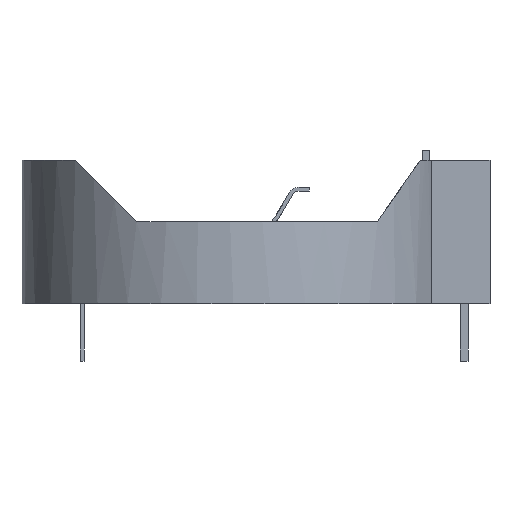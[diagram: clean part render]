
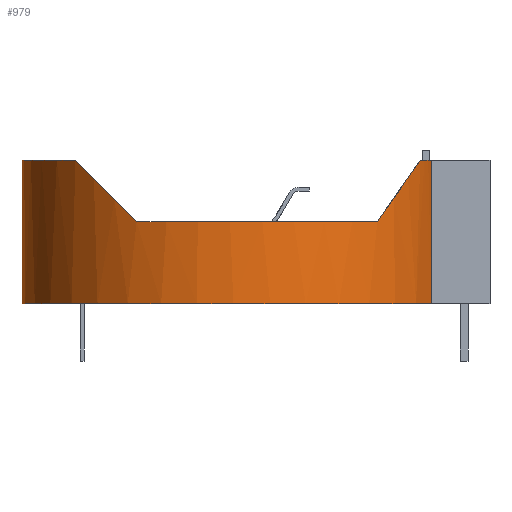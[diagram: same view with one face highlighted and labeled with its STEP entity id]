
A CAD part, front view. The second image highlights one B-rep face of the part: STEP entity #979.
In plain terms, the highlighted cylindrical face has radius 11.05 mm (diameter 22.1 mm), a partial arc.
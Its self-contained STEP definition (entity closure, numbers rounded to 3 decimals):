
#64 = DIRECTION ( 'NONE',  ( 0., 0., 1. ) ) ;
#184 = ORIENTED_EDGE ( 'NONE', *, *, #11593, .F. ) ;
#727 = CIRCLE ( 'NONE', #11406, 11.05 ) ;
#830 = EDGE_CURVE ( 'NONE', #7077, #6478, #13657, .T. ) ;
#918 = ORIENTED_EDGE ( 'NONE', *, *, #10193, .T. ) ;
#957 = DIRECTION ( 'NONE',  ( 1., 0., 0. ) ) ;
#979 = ADVANCED_FACE ( 'NONE', ( #3480 ), #13716, .T. ) ;
#1238 =( BOUNDED_CURVE ( )  B_SPLINE_CURVE ( 3, ( #13363, #12175, #3180, #13290 ),
 .UNSPECIFIED., .F., .F. ) 
 B_SPLINE_CURVE_WITH_KNOTS ( ( 4, 4 ),
 ( 2.045, 2.414 ),
 .UNSPECIFIED. ) 
 CURVE ( )  GEOMETRIC_REPRESENTATION_ITEM ( )  RATIONAL_B_SPLINE_CURVE ( ( 1., 0.989, 0.989, 1. ) ) 
 REPRESENTATION_ITEM ( '' )  );
#1334 = AXIS2_PLACEMENT_3D ( 'NONE', #4877, #9233, #3631 ) ;
#1535 = VERTEX_POINT ( 'NONE', #7486 ) ;
#1836 = ORIENTED_EDGE ( 'NONE', *, *, #9752, .F. ) ;
#2565 = VERTEX_POINT ( 'NONE', #4302 ) ;
#2719 = CARTESIAN_POINT ( 'NONE',  ( 0., 0., 0. ) ) ;
#3180 = CARTESIAN_POINT ( 'NONE',  ( -7.342, -8.37, 6.592 ) ) ;
#3334 = EDGE_CURVE ( 'NONE', #2565, #7077, #3769, .T. ) ;
#3377 = CARTESIAN_POINT ( 'NONE',  ( 0., 0., 7.5 ) ) ;
#3480 = FACE_OUTER_BOUND ( 'NONE', #13268, .T. ) ;
#3631 = DIRECTION ( 'NONE',  ( -1., 0., 0. ) ) ;
#3670 = CIRCLE ( 'NONE', #12465, 11.05 ) ;
#3769 =( BOUNDED_CURVE ( )  B_SPLINE_CURVE ( 3, ( #12543, #9289, #8999, #5705 ),
 .UNSPECIFIED., .F., .T. ) 
 B_SPLINE_CURVE_WITH_KNOTS ( ( 4, 4 ),
 ( 3.623, 3.96 ),
 .UNSPECIFIED. ) 
 CURVE ( )  GEOMETRIC_REPRESENTATION_ITEM ( )  RATIONAL_B_SPLINE_CURVE ( ( 1., 0.991, 0.991, 1. ) ) 
 REPRESENTATION_ITEM ( '' )  );
#3777 = CARTESIAN_POINT ( 'NONE',  ( 10.394, -3.75, 7.5 ) ) ;
#4302 = CARTESIAN_POINT ( 'NONE',  ( 9.794, -5.116, 7.5 ) ) ;
#4845 = VERTEX_POINT ( 'NONE', #11757 ) ;
#4877 = CARTESIAN_POINT ( 'NONE',  ( 0., 0., 4.3 ) ) ;
#5628 = CARTESIAN_POINT ( 'NONE',  ( 0., 0., 7.5 ) ) ;
#5705 = CARTESIAN_POINT ( 'NONE',  ( 7.554, -8.065, 4.3 ) ) ;
#5764 = DIRECTION ( 'NONE',  ( -1., 0., 0. ) ) ;
#5940 = VERTEX_POINT ( 'NONE', #9449 ) ;
#6478 = VERTEX_POINT ( 'NONE', #14027 ) ;
#6490 = EDGE_CURVE ( 'NONE', #5940, #13452, #8324, .T. ) ;
#6504 = ORIENTED_EDGE ( 'NONE', *, *, #6490, .F. ) ;
#6864 = VECTOR ( 'NONE', #11815, 1000. ) ;
#7077 = VERTEX_POINT ( 'NONE', #14286 ) ;
#7106 = DIRECTION ( 'NONE',  ( 1., 0., 0. ) ) ;
#7235 = DIRECTION ( 'NONE',  ( 0., 0., 1. ) ) ;
#7479 = AXIS2_PLACEMENT_3D ( 'NONE', #5628, #10127, #5764 ) ;
#7486 = CARTESIAN_POINT ( 'NONE',  ( -11.05, 0., 7.5 ) ) ;
#7742 = EDGE_CURVE ( 'NONE', #11617, #13452, #3670, .T. ) ;
#7831 = ORIENTED_EDGE ( 'NONE', *, *, #7742, .T. ) ;
#8090 = VECTOR ( 'NONE', #11415, 1000. ) ;
#8125 = CARTESIAN_POINT ( 'NONE',  ( -11.05, 0., 0. ) ) ;
#8324 = LINE ( 'NONE', #3777, #6864 ) ;
#8999 = CARTESIAN_POINT ( 'NONE',  ( 8.463, -7.213, 5.599 ) ) ;
#9233 = DIRECTION ( 'NONE',  ( 0., 0., -1. ) ) ;
#9289 = CARTESIAN_POINT ( 'NONE',  ( 9.217, -6.221, 6.676 ) ) ;
#9449 = CARTESIAN_POINT ( 'NONE',  ( 10.394, -3.75, 7.5 ) ) ;
#9752 = EDGE_CURVE ( 'NONE', #1535, #4845, #727, .T. ) ;
#9995 = ORIENTED_EDGE ( 'NONE', *, *, #13088, .T. ) ;
#10127 = DIRECTION ( 'NONE',  ( 0., 0., -1. ) ) ;
#10193 = EDGE_CURVE ( 'NONE', #1535, #11617, #11270, .T. ) ;
#10218 = ORIENTED_EDGE ( 'NONE', *, *, #3334, .T. ) ;
#10422 = DIRECTION ( 'NONE',  ( 0., 0., 1. ) ) ;
#11270 = LINE ( 'NONE', #12441, #8090 ) ;
#11278 = ORIENTED_EDGE ( 'NONE', *, *, #830, .T. ) ;
#11406 = AXIS2_PLACEMENT_3D ( 'NONE', #11582, #10422, #7106 ) ;
#11415 = DIRECTION ( 'NONE',  ( 0., 0., -1. ) ) ;
#11582 = CARTESIAN_POINT ( 'NONE',  ( 0., 0., 7.5 ) ) ;
#11593 = EDGE_CURVE ( 'NONE', #2565, #5940, #12288, .T. ) ;
#11617 = VERTEX_POINT ( 'NONE', #8125 ) ;
#11757 = CARTESIAN_POINT ( 'NONE',  ( -8.25, -7.351, 7.5 ) ) ;
#11785 = DIRECTION ( 'NONE',  ( 1., 0., 0. ) ) ;
#11815 = DIRECTION ( 'NONE',  ( 0., 0., -1. ) ) ;
#12087 = CARTESIAN_POINT ( 'NONE',  ( 10.394, -3.75, 0. ) ) ;
#12175 = CARTESIAN_POINT ( 'NONE',  ( -6.264, -9.205, 5.514 ) ) ;
#12288 = CIRCLE ( 'NONE', #14157, 11.05 ) ;
#12441 = CARTESIAN_POINT ( 'NONE',  ( -11.05, 0., 7.5 ) ) ;
#12465 = AXIS2_PLACEMENT_3D ( 'NONE', #2719, #7235, #11785 ) ;
#12543 = CARTESIAN_POINT ( 'NONE',  ( 9.794, -5.116, 7.5 ) ) ;
#13088 = EDGE_CURVE ( 'NONE', #6478, #4845, #1238, .T. ) ;
#13268 = EDGE_LOOP ( 'NONE', ( #1836, #918, #7831, #6504, #184, #10218, #11278, #9995 ) ) ;
#13290 = CARTESIAN_POINT ( 'NONE',  ( -8.25, -7.351, 7.5 ) ) ;
#13363 = CARTESIAN_POINT ( 'NONE',  ( -5.05, -9.829, 4.3 ) ) ;
#13452 = VERTEX_POINT ( 'NONE', #12087 ) ;
#13657 = CIRCLE ( 'NONE', #1334, 11.05 ) ;
#13716 = CYLINDRICAL_SURFACE ( 'NONE', #7479, 11.05 ) ;
#14027 = CARTESIAN_POINT ( 'NONE',  ( -5.05, -9.829, 4.3 ) ) ;
#14157 = AXIS2_PLACEMENT_3D ( 'NONE', #3377, #64, #957 ) ;
#14286 = CARTESIAN_POINT ( 'NONE',  ( 7.554, -8.065, 4.3 ) ) ;
